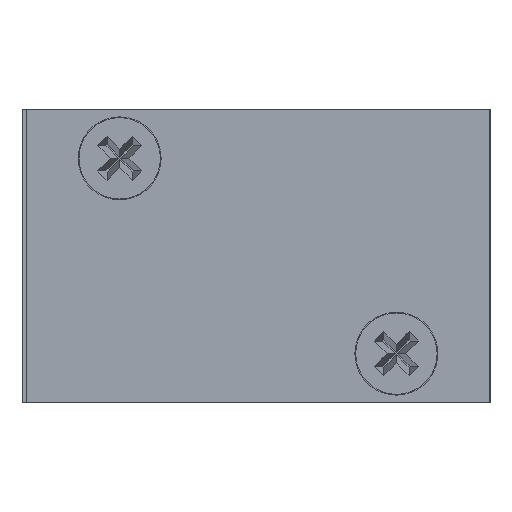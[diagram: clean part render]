
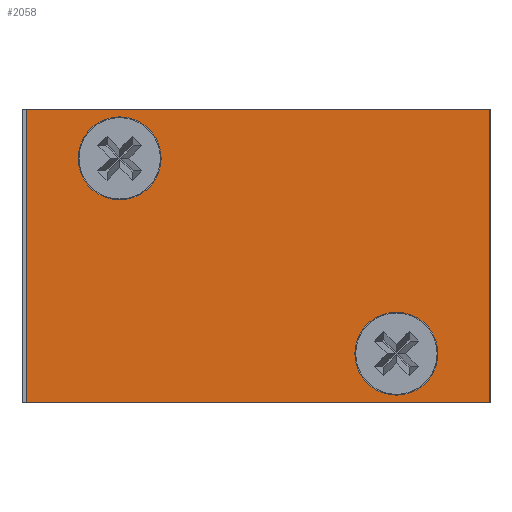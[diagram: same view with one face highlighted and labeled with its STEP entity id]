
A CAD part, left-side view. The second image highlights one B-rep face of the part: STEP entity #2058.
In plain terms, the highlighted planar face has unit normal (-1, 0, 0).
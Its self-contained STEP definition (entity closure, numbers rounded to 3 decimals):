
#57 = ORIENTED_EDGE ( 'NONE', *, *, #2748, .T. ) ;
#58 = ORIENTED_EDGE ( 'NONE', *, *, #2754, .T. ) ;
#59 = ORIENTED_EDGE ( 'NONE', *, *, #2753, .F. ) ;
#61 = ORIENTED_EDGE ( 'NONE', *, *, #2752, .F. ) ;
#64 = ORIENTED_EDGE ( 'NONE', *, *, #2733, .F. ) ;
#65 = ORIENTED_EDGE ( 'NONE', *, *, #2751, .F. ) ;
#66 = ORIENTED_EDGE ( 'NONE', *, *, #2729, .F. ) ;
#68 = ORIENTED_EDGE ( 'NONE', *, *, #2750, .F. ) ;
#381 = AXIS2_PLACEMENT_3D ( 'NONE', #3337, #3336, #3334 ) ;
#427 = AXIS2_PLACEMENT_3D ( 'NONE', #1195, #1194, #1193 ) ;
#429 = AXIS2_PLACEMENT_3D ( 'NONE', #1184, #1183, #1182 ) ;
#434 = AXIS2_PLACEMENT_3D ( 'NONE', #1140, #1139, #1138 ) ;
#435 = AXIS2_PLACEMENT_3D ( 'NONE', #1137, #1136, #1134 ) ;
#1125 = DIRECTION ( 'NONE',  ( 0., 0., 1. ) ) ;
#1126 = CARTESIAN_POINT ( 'NONE',  ( -2.5, -28.5, 9. ) ) ;
#1128 = DIRECTION ( 'NONE',  ( 0., 1., 0. ) ) ;
#1130 = CARTESIAN_POINT ( 'NONE',  ( -2.5, -28.5, -9. ) ) ;
#1132 = DIRECTION ( 'NONE',  ( 0., 0., 1. ) ) ;
#1133 = CARTESIAN_POINT ( 'NONE',  ( -2.5, 0., 9. ) ) ;
#1134 = DIRECTION ( 'NONE',  ( 0., 0., 1. ) ) ;
#1136 = DIRECTION ( 'NONE',  ( -1., 0., 0. ) ) ;
#1137 = CARTESIAN_POINT ( 'NONE',  ( -2.5, -5.75, 6. ) ) ;
#1138 = DIRECTION ( 'NONE',  ( 0., 0., 1. ) ) ;
#1139 = DIRECTION ( 'NONE',  ( -1., 0., 0. ) ) ;
#1140 = CARTESIAN_POINT ( 'NONE',  ( -2.5, -22.75, -6. ) ) ;
#1143 = DIRECTION ( 'NONE',  ( 0., 1., 0. ) ) ;
#1144 = CARTESIAN_POINT ( 'NONE',  ( -2.5, -28.5, 9. ) ) ;
#1182 = DIRECTION ( 'NONE',  ( 0., 0., 1. ) ) ;
#1183 = DIRECTION ( 'NONE',  ( -1., 0., 0. ) ) ;
#1184 = CARTESIAN_POINT ( 'NONE',  ( -2.5, -5.75, 6. ) ) ;
#1193 = DIRECTION ( 'NONE',  ( 0., 0., 1. ) ) ;
#1194 = DIRECTION ( 'NONE',  ( -1., 0., 0. ) ) ;
#1195 = CARTESIAN_POINT ( 'NONE',  ( -2.5, -22.75, -6. ) ) ;
#1469 = CARTESIAN_POINT ( 'NONE',  ( -2.5, -5.75, 8.55 ) ) ;
#1472 = CARTESIAN_POINT ( 'NONE',  ( -2.5, -22.75, -8.55 ) ) ;
#1476 = CARTESIAN_POINT ( 'NONE',  ( -2.5, 0., -9. ) ) ;
#1478 = CARTESIAN_POINT ( 'NONE',  ( -2.5, -5.75, 3.45 ) ) ;
#1480 = CARTESIAN_POINT ( 'NONE',  ( -2.5, -28.5, 9. ) ) ;
#1491 = CARTESIAN_POINT ( 'NONE',  ( -2.5, 0., 9. ) ) ;
#1495 = CARTESIAN_POINT ( 'NONE',  ( -2.5, -28.5, -9. ) ) ;
#1532 = CARTESIAN_POINT ( 'NONE',  ( -2.5, -22.75, -3.45 ) ) ;
#2058 = ADVANCED_FACE ( 'NONE', ( #4491, #4492, #4493 ), #3338, .T. ) ;
#2445 = EDGE_LOOP ( 'NONE', ( #61, #59, #58, #57 ) ) ;
#2446 = EDGE_LOOP ( 'NONE', ( #65, #64 ) ) ;
#2447 = EDGE_LOOP ( 'NONE', ( #68, #66 ) ) ;
#2729 = EDGE_CURVE ( 'NONE', #4055, #4181, #4892, .T. ) ;
#2733 = EDGE_CURVE ( 'NONE', #4076, #4046, #4898, .T. ) ;
#2748 = EDGE_CURVE ( 'NONE', #4086, #4124, #4922, .T. ) ;
#2750 = EDGE_CURVE ( 'NONE', #4181, #4055, #4926, .T. ) ;
#2751 = EDGE_CURVE ( 'NONE', #4046, #4076, #4928, .T. ) ;
#2752 = EDGE_CURVE ( 'NONE', #4071, #4124, #4927, .T. ) ;
#2753 = EDGE_CURVE ( 'NONE', #4139, #4071, #4930, .T. ) ;
#2754 = EDGE_CURVE ( 'NONE', #4139, #4086, #4932, .T. ) ;
#3334 = DIRECTION ( 'NONE',  ( 0., 0., 1. ) ) ;
#3336 = DIRECTION ( 'NONE',  ( -1., 0., 0. ) ) ;
#3337 = CARTESIAN_POINT ( 'NONE',  ( -2.5, -28.5, 9. ) ) ;
#3338 = PLANE ( 'NONE',  #381 ) ;
#4046 = VERTEX_POINT ( 'NONE', #1469 ) ;
#4055 = VERTEX_POINT ( 'NONE', #1472 ) ;
#4071 = VERTEX_POINT ( 'NONE', #1476 ) ;
#4076 = VERTEX_POINT ( 'NONE', #1478 ) ;
#4086 = VERTEX_POINT ( 'NONE', #1480 ) ;
#4124 = VERTEX_POINT ( 'NONE', #1491 ) ;
#4139 = VERTEX_POINT ( 'NONE', #1495 ) ;
#4181 = VERTEX_POINT ( 'NONE', #1532 ) ;
#4491 = FACE_BOUND ( 'NONE', #2447, .T. ) ;
#4492 = FACE_BOUND ( 'NONE', #2446, .T. ) ;
#4493 = FACE_OUTER_BOUND ( 'NONE', #2445, .T. ) ;
#4892 = CIRCLE ( 'NONE', #427, 2.55 ) ;
#4898 = CIRCLE ( 'NONE', #429, 2.55 ) ;
#4922 = LINE ( 'NONE', #1144, #4923 ) ;
#4923 = VECTOR ( 'NONE', #1143, 1000. ) ;
#4926 = CIRCLE ( 'NONE', #434, 2.55 ) ;
#4927 = LINE ( 'NONE', #1133, #4929 ) ;
#4928 = CIRCLE ( 'NONE', #435, 2.55 ) ;
#4929 = VECTOR ( 'NONE', #1132, 1000. ) ;
#4930 = LINE ( 'NONE', #1130, #4931 ) ;
#4931 = VECTOR ( 'NONE', #1128, 1000. ) ;
#4932 = LINE ( 'NONE', #1126, #4933 ) ;
#4933 = VECTOR ( 'NONE', #1125, 1000. ) ;
